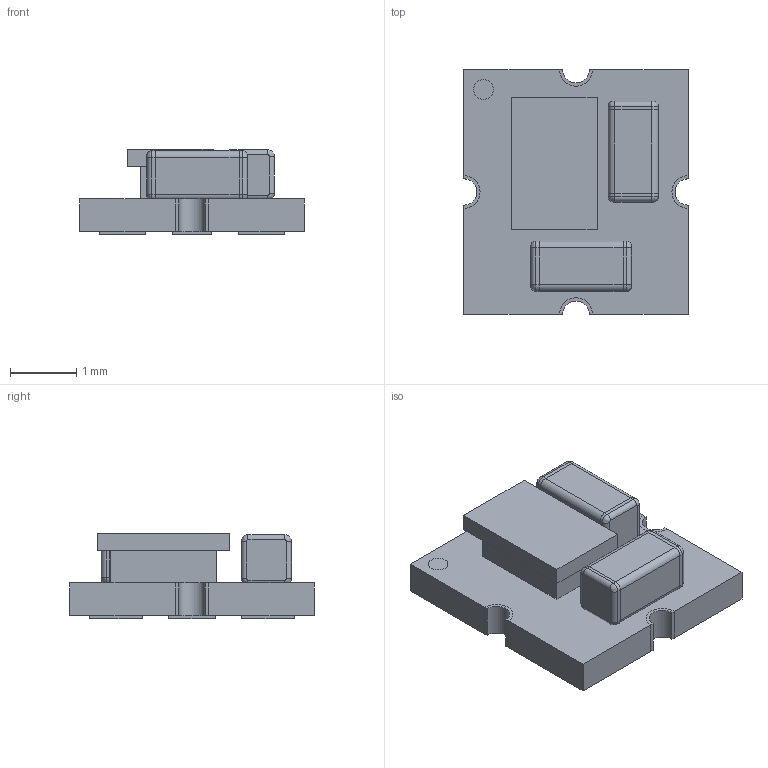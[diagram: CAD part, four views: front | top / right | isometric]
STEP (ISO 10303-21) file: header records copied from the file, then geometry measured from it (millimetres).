
FILE_DESCRIPTION(/* description */ (''),/* implementation_level */ '2;1');
FILE_NAME(/* name */ 'DCDC_MURATA_LXDC3EP18F-F.stp',/* time_stamp */ '2017-03-14T16:47:08+01:00',/* author */ ('jchouvet'),/* organization */ (''),/* preprocessor_version */ 'ST-DEVELOPER v16.1',/* originating_system */ 'AutoCAD Mechanical',/* authorisation */ '');
FILE_SCHEMA (('AUTOMOTIVE_DESIGN { 1 0 10303 214 3 1 1 }'));
Length unit declared in the file: millimetre
Products named in the file (1): Product
Bounding box: 3.4 x 3.7 x 1.3 mm (x, y, z)
Volume: 9.5 mm3; surface area: 73.4 mm2
Topology: 23 solids, 23 shells, 202 faces, 433 edges, 278 vertices
Faces by surface type: plane 132, cylinder 54, bspline 16
Full cylindrical faces by diameter (mm): 0.3 x2
Entity records: 5517 total; most frequent: CARTESIAN_POINT 1040, DIRECTION 929, ORIENTED_EDGE 862, EDGE_CURVE 431, AXIS2_PLACEMENT_3D 311, LINE 307, VECTOR 307, VERTEX_POINT 278
